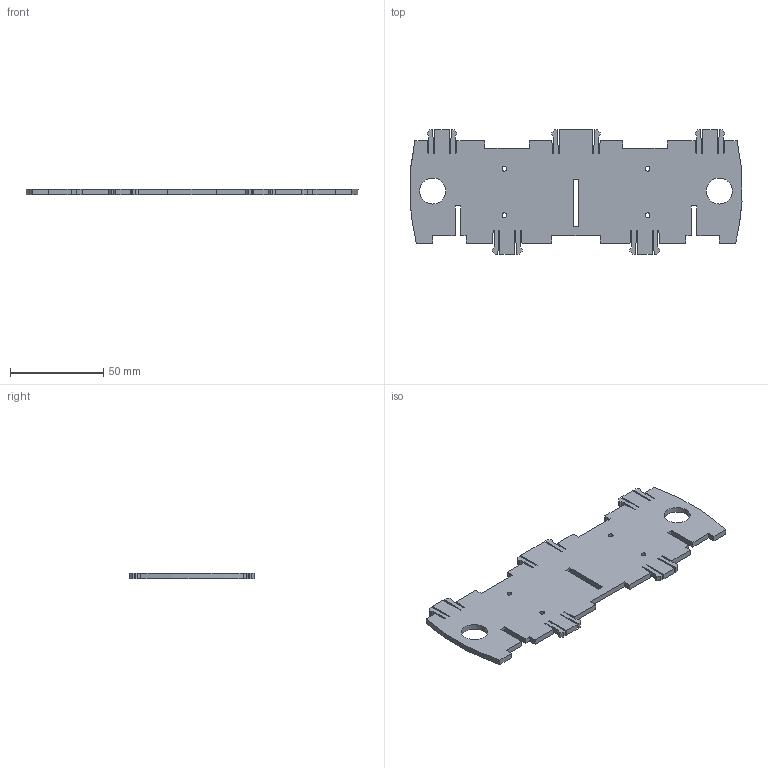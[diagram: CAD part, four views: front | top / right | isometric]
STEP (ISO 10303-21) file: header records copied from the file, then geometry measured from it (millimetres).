
FILE_DESCRIPTION (( 'STEP AP203' ), '1' );
FILE_NAME ('frame-3-2.step', '2015-02-17T13:05:28', ( 'Cesar' ), ( '' ), 'SwSTEP 2.0', 'SolidWorks 2013', '' );
FILE_SCHEMA (( 'CONFIG_CONTROL_DESIGN' ));
Length unit declared in the file: millimetre
Products named in the file (1): frame-3-2
Bounding box: 178.41 x 67 x 3 mm (x, y, z)
Volume: 27385.8 mm3; surface area: 21823.7 mm2
Topology: 1 solids, 1 shells, 170 faces, 504 edges, 336 vertices
Faces by surface type: plane 156, cylinder 12, bspline 2
Entity records: 5841 total; most frequent: CARTESIAN_POINT 1169, ORIENTED_EDGE 1008, DIRECTION 862, EDGE_CURVE 504, VECTOR 476, LINE 476, VERTEX_POINT 336, AXIS2_PLACEMENT_3D 193
